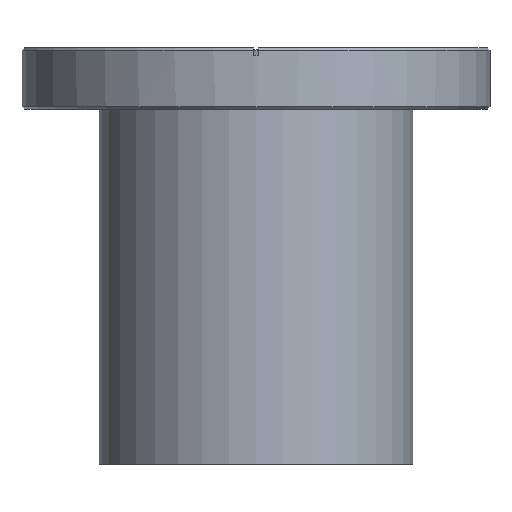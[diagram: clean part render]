
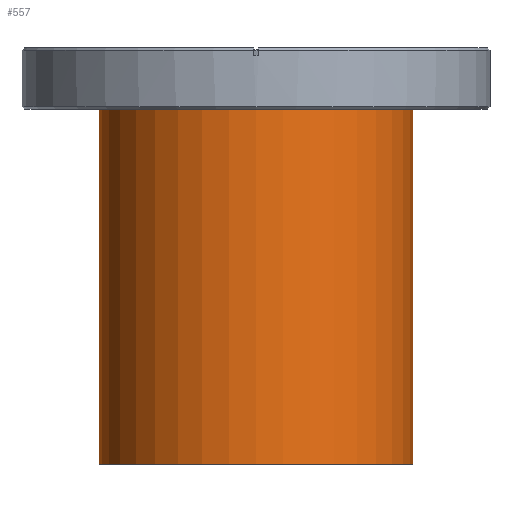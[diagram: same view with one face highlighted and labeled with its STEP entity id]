
A CAD part, front view. The second image highlights one B-rep face of the part: STEP entity #557.
In plain terms, the highlighted cylindrical face has radius 50.8 mm (diameter 101.6 mm), a partial arc.
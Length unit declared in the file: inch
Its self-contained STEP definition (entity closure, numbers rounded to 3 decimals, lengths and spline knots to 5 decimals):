
#389 = EDGE_CURVE ( 'NONE', #468, #391, #1967, .T. ) ;
#390 = ORIENTED_EDGE ( 'NONE', *, *, #578, .T. ) ;
#391 = VERTEX_POINT ( 'NONE', #1964 ) ;
#395 = EDGE_LOOP ( 'NONE', ( #466, #390, #560, #605 ) ) ;
#396 = EDGE_CURVE ( 'NONE', #467, #397, #2002, .T. ) ;
#397 = VERTEX_POINT ( 'NONE', #1966 ) ;
#466 = ORIENTED_EDGE ( 'NONE', *, *, #389, .F. ) ;
#467 = VERTEX_POINT ( 'NONE', #1922 ) ;
#468 = VERTEX_POINT ( 'NONE', #1948 ) ;
#557 = ADVANCED_FACE ( 'NONE', ( #2220 ), #2223, .T. ) ;
#558 = EDGE_CURVE ( 'NONE', #391, #397, #2299, .T. ) ;
#560 = ORIENTED_EDGE ( 'NONE', *, *, #396, .T. ) ;
#578 = EDGE_CURVE ( 'NONE', #468, #467, #2214, .T. ) ;
#605 = ORIENTED_EDGE ( 'NONE', *, *, #558, .F. ) ;
#1922 = CARTESIAN_POINT ( 'NONE',  ( 2., 0., -4.53 ) ) ;
#1948 = CARTESIAN_POINT ( 'NONE',  ( -2., 0., -4.53 ) ) ;
#1964 = CARTESIAN_POINT ( 'NONE',  ( -2., 0., 0.343 ) ) ;
#1966 = CARTESIAN_POINT ( 'NONE',  ( 2., 0., 0.343 ) ) ;
#1967 = LINE ( 'NONE', #2033, #2008 ) ;
#2002 = LINE ( 'NONE', #2020, #2019 ) ;
#2008 = VECTOR ( 'NONE', #2098, 39.37008 ) ;
#2018 = DIRECTION ( 'NONE',  ( 0., 0., 1. ) ) ;
#2019 = VECTOR ( 'NONE', #2018, 39.37008 ) ;
#2020 = CARTESIAN_POINT ( 'NONE',  ( 2., 0., -4.53 ) ) ;
#2033 = CARTESIAN_POINT ( 'NONE',  ( -2., 0., -4.53 ) ) ;
#2098 = DIRECTION ( 'NONE',  ( 0., 0., 1. ) ) ;
#2134 = DIRECTION ( 'NONE',  ( 1., 0., 0. ) ) ;
#2135 = DIRECTION ( 'NONE',  ( 0., 0., 1. ) ) ;
#2136 = AXIS2_PLACEMENT_3D ( 'NONE', #2141, #2135, #2134 ) ;
#2141 = CARTESIAN_POINT ( 'NONE',  ( 0., 0., -4.53 ) ) ;
#2207 = DIRECTION ( 'NONE',  ( 1., 0., 0. ) ) ;
#2208 = DIRECTION ( 'NONE',  ( 0., 0., 1. ) ) ;
#2209 = AXIS2_PLACEMENT_3D ( 'NONE', #2318, #2208, #2207 ) ;
#2212 = CARTESIAN_POINT ( 'NONE',  ( 0., 0., -4.53 ) ) ;
#2214 = CIRCLE ( 'NONE', #2136, 2. ) ;
#2219 = DIRECTION ( 'NONE',  ( 0., 0., 1. ) ) ;
#2220 = FACE_OUTER_BOUND ( 'NONE', #395, .T. ) ;
#2223 = CYLINDRICAL_SURFACE ( 'NONE', #2320, 2. ) ;
#2291 = DIRECTION ( 'NONE',  ( 1., 0., 0. ) ) ;
#2299 = CIRCLE ( 'NONE', #2209, 2. ) ;
#2318 = CARTESIAN_POINT ( 'NONE',  ( 0., 0., 0.343 ) ) ;
#2320 = AXIS2_PLACEMENT_3D ( 'NONE', #2212, #2219, #2291 ) ;
